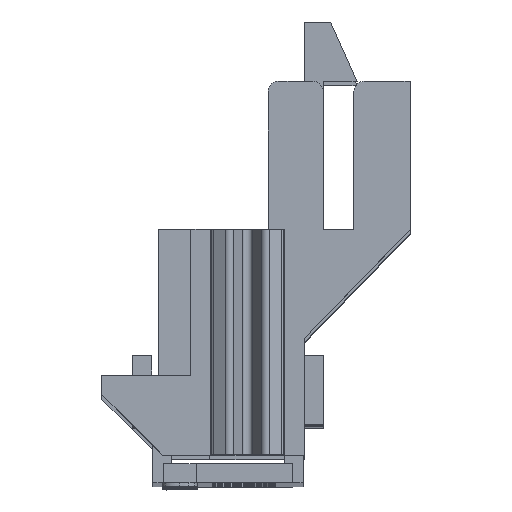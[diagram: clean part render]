
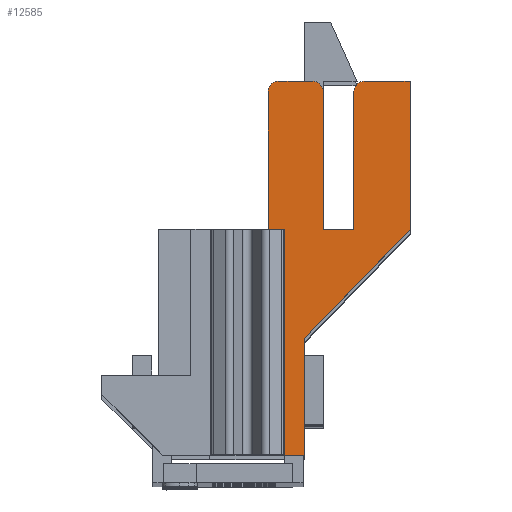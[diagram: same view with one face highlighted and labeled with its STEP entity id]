
A CAD part, top view. The second image highlights one B-rep face of the part: STEP entity #12585.
In plain terms, the highlighted planar face has unit normal (0, 0, 1).
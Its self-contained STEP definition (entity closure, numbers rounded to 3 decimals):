
#1590=DIRECTION('',(0.,1.,0.));
#1591=VECTOR('',#1590,11.);
#1592=CARTESIAN_POINT('',(5.35,-5.2,125.));
#1593=LINE('',#1592,#1591);
#4243=CARTESIAN_POINT('',(2.95,29.1,125.));
#4244=DIRECTION('',(0.,0.,-1.));
#4245=DIRECTION('',(-1.,0.,0.));
#4246=AXIS2_PLACEMENT_3D('',#4243,#4244,#4245);
#4251=DIRECTION('',(1.,0.,0.));
#4252=VECTOR('',#4251,3.2);
#4253=CARTESIAN_POINT('',(2.95,30.1,125.));
#4254=LINE('',#4253,#4252);
#4258=CARTESIAN_POINT('',(6.15,29.1,125.));
#4259=DIRECTION('',(0.,0.,-1.));
#4260=DIRECTION('',(0.,1.,0.));
#4261=AXIS2_PLACEMENT_3D('',#4258,#4259,#4260);
#4266=DIRECTION('',(0.,-1.,0.));
#4267=VECTOR('',#4266,13.);
#4268=CARTESIAN_POINT('',(7.15,29.1,125.));
#4269=LINE('',#4268,#4267);
#4273=DIRECTION('',(1.,0.,0.));
#4274=VECTOR('',#4273,2.9);
#4275=CARTESIAN_POINT('',(7.15,16.1,125.));
#4276=LINE('',#4275,#4274);
#4280=DIRECTION('',(0.,1.,0.));
#4281=VECTOR('',#4280,13.);
#4282=CARTESIAN_POINT('',(10.05,16.1,125.));
#4283=LINE('',#4282,#4281);
#4287=CARTESIAN_POINT('',(11.05,29.1,125.));
#4288=DIRECTION('',(0.,0.,-1.));
#4289=DIRECTION('',(-1.,0.,0.));
#4290=AXIS2_PLACEMENT_3D('',#4287,#4288,#4289);
#4295=DIRECTION('',(1.,0.,0.));
#4296=VECTOR('',#4295,4.3);
#4297=CARTESIAN_POINT('',(11.05,30.1,125.));
#4298=LINE('',#4297,#4296);
#4302=DIRECTION('',(0.,-1.,0.));
#4303=VECTOR('',#4302,14.);
#4304=CARTESIAN_POINT('',(15.35,30.1,125.));
#4305=LINE('',#4304,#4303);
#4309=DIRECTION('',(-0.697,-0.717,0.));
#4310=VECTOR('',#4309,14.356);
#4311=CARTESIAN_POINT('',(15.35,16.1,125.));
#4312=LINE('',#4311,#4310);
#4316=DIRECTION('',(-1.,0.,0.));
#4317=VECTOR('',#4316,3.101);
#4318=CARTESIAN_POINT('',(5.35,-5.2,125.));
#4319=LINE('',#4318,#4317);
#4323=DIRECTION('',(0.,1.,0.));
#4324=VECTOR('',#4323,21.3);
#4325=CARTESIAN_POINT('',(2.249,-5.2,125.));
#4326=LINE('',#4325,#4324);
#4330=DIRECTION('',(-1.,0.,0.));
#4331=VECTOR('',#4330,0.299);
#4332=CARTESIAN_POINT('',(2.249,16.1,125.));
#4333=LINE('',#4332,#4331);
#4337=DIRECTION('',(0.,1.,0.));
#4338=VECTOR('',#4337,13.);
#4339=CARTESIAN_POINT('',(1.95,16.1,125.));
#4340=LINE('',#4339,#4338);
#8010=CARTESIAN_POINT('',(1.95,16.1,125.));
#8011=VERTEX_POINT('',#8010);
#8012=CARTESIAN_POINT('',(2.249,16.1,125.));
#8013=VERTEX_POINT('',#8012);
#8368=CARTESIAN_POINT('',(5.35,-5.2,125.));
#8369=VERTEX_POINT('',#8368);
#8370=CARTESIAN_POINT('',(5.35,5.8,125.));
#8371=VERTEX_POINT('',#8370);
#8940=CARTESIAN_POINT('',(2.249,-5.2,125.));
#8941=VERTEX_POINT('',#8940);
#9078=CARTESIAN_POINT('',(1.95,29.1,125.));
#9079=CARTESIAN_POINT('',(2.95,30.1,125.));
#9080=VERTEX_POINT('',#9078);
#9081=VERTEX_POINT('',#9079);
#9082=CARTESIAN_POINT('',(6.15,30.1,125.));
#9083=VERTEX_POINT('',#9082);
#9084=CARTESIAN_POINT('',(7.15,29.1,125.));
#9085=VERTEX_POINT('',#9084);
#9086=CARTESIAN_POINT('',(7.15,16.1,125.));
#9087=VERTEX_POINT('',#9086);
#9088=CARTESIAN_POINT('',(10.05,16.1,125.));
#9089=VERTEX_POINT('',#9088);
#9090=CARTESIAN_POINT('',(10.05,29.1,125.));
#9091=VERTEX_POINT('',#9090);
#9092=CARTESIAN_POINT('',(11.05,30.1,125.));
#9093=VERTEX_POINT('',#9092);
#9094=CARTESIAN_POINT('',(15.35,30.1,125.));
#9095=VERTEX_POINT('',#9094);
#9096=CARTESIAN_POINT('',(15.35,16.1,125.));
#9097=VERTEX_POINT('',#9096);
#12552=CARTESIAN_POINT('',(3.55,1.8,125.));
#12553=DIRECTION('',(0.,0.,-1.));
#12554=DIRECTION('',(-1.,0.,0.));
#12555=AXIS2_PLACEMENT_3D('',#12552,#12553,#12554);
#12556=PLANE('',#12555);
#12558=ORIENTED_EDGE('',*,*,#12557,.T.);
#12560=ORIENTED_EDGE('',*,*,#12559,.T.);
#12562=ORIENTED_EDGE('',*,*,#12561,.T.);
#12564=ORIENTED_EDGE('',*,*,#12563,.T.);
#12566=ORIENTED_EDGE('',*,*,#12565,.T.);
#12568=ORIENTED_EDGE('',*,*,#12567,.T.);
#12570=ORIENTED_EDGE('',*,*,#12569,.T.);
#12572=ORIENTED_EDGE('',*,*,#12571,.T.);
#12574=ORIENTED_EDGE('',*,*,#12573,.T.);
#12576=ORIENTED_EDGE('',*,*,#12575,.T.);
#12577=ORIENTED_EDGE('',*,*,#9987,.F.);
#12578=ORIENTED_EDGE('',*,*,#11130,.T.);
#12579=ORIENTED_EDGE('',*,*,#12540,.T.);
#12580=ORIENTED_EDGE('',*,*,#9537,.T.);
#12582=ORIENTED_EDGE('',*,*,#12581,.T.);
#12583=EDGE_LOOP('',(#12558,#12560,#12562,#12564,#12566,#12568,#12570,#12572,
#12574,#12576,#12577,#12578,#12579,#12580,#12582));
#12584=FACE_OUTER_BOUND('',#12583,.F.);
#4247=CIRCLE('',#4246,1.);
#4262=CIRCLE('',#4261,1.);
#4291=CIRCLE('',#4290,1.);
#9537=EDGE_CURVE('',#8013,#8011,#4333,.T.);
#9987=EDGE_CURVE('',#8369,#8371,#1593,.T.);
#11130=EDGE_CURVE('',#8369,#8941,#4319,.T.);
#12540=EDGE_CURVE('',#8941,#8013,#4326,.T.);
#12557=EDGE_CURVE('',#9080,#9081,#4247,.T.);
#12559=EDGE_CURVE('',#9081,#9083,#4254,.T.);
#12561=EDGE_CURVE('',#9083,#9085,#4262,.T.);
#12563=EDGE_CURVE('',#9085,#9087,#4269,.T.);
#12565=EDGE_CURVE('',#9087,#9089,#4276,.T.);
#12567=EDGE_CURVE('',#9089,#9091,#4283,.T.);
#12569=EDGE_CURVE('',#9091,#9093,#4291,.T.);
#12571=EDGE_CURVE('',#9093,#9095,#4298,.T.);
#12573=EDGE_CURVE('',#9095,#9097,#4305,.T.);
#12575=EDGE_CURVE('',#9097,#8371,#4312,.T.);
#12581=EDGE_CURVE('',#8011,#9080,#4340,.T.);
#12585=ADVANCED_FACE('',(#12584),#12556,.F.);
